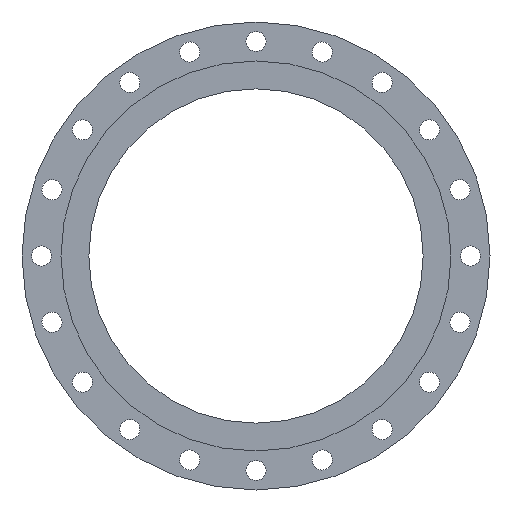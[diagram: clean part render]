
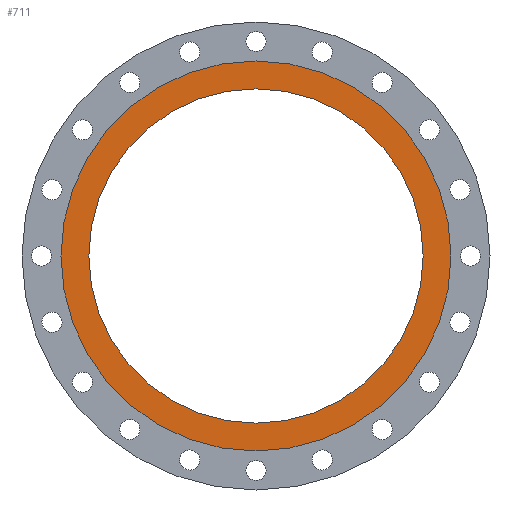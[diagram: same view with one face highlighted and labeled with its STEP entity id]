
A CAD part, front view. The second image highlights one B-rep face of the part: STEP entity #711.
In plain terms, the highlighted planar face has unit normal (0, -1, 0).
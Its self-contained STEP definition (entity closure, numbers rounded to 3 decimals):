
#22 = AXIS2_PLACEMENT_3D ( 'NONE', #1362, #1990, #889 ) ;
#35 = EDGE_LOOP ( 'NONE', ( #897, #1376 ) ) ;
#43 = EDGE_CURVE ( 'NONE', #883, #83, #1538, .T. ) ;
#83 = VERTEX_POINT ( 'NONE', #2007 ) ;
#229 = CARTESIAN_POINT ( 'NONE',  ( 0., 0., -300. ) ) ;
#354 = CIRCLE ( 'NONE', #556, 300. ) ;
#503 = ORIENTED_EDGE ( 'NONE', *, *, #1093, .T. ) ;
#556 = AXIS2_PLACEMENT_3D ( 'NONE', #1712, #594, #1558 ) ;
#579 = VERTEX_POINT ( 'NONE', #1945 ) ;
#594 = DIRECTION ( 'NONE',  ( 0., 1., 0. ) ) ;
#626 = AXIS2_PLACEMENT_3D ( 'NONE', #1449, #1606, #665 ) ;
#631 = EDGE_CURVE ( 'NONE', #83, #883, #1579, .T. ) ;
#665 = DIRECTION ( 'NONE',  ( 0., 0., 1. ) ) ;
#711 = ADVANCED_FACE ( 'NONE', ( #1327, #1015 ), #1493, .T. ) ;
#737 = DIRECTION ( 'NONE',  ( 0., -1., 0. ) ) ;
#782 = DIRECTION ( 'NONE',  ( 0., 0., 1. ) ) ;
#875 = AXIS2_PLACEMENT_3D ( 'NONE', #1099, #1996, #782 ) ;
#883 = VERTEX_POINT ( 'NONE', #1183 ) ;
#889 = DIRECTION ( 'NONE',  ( 0., 0., 1. ) ) ;
#897 = ORIENTED_EDGE ( 'NONE', *, *, #631, .F. ) ;
#909 = ORIENTED_EDGE ( 'NONE', *, *, #1419, .T. ) ;
#956 = CIRCLE ( 'NONE', #626, 300. ) ;
#1015 = FACE_OUTER_BOUND ( 'NONE', #35, .T. ) ;
#1093 = EDGE_CURVE ( 'NONE', #579, #1257, #956, .T. ) ;
#1099 = CARTESIAN_POINT ( 'NONE',  ( 0., 0., 0. ) ) ;
#1110 = AXIS2_PLACEMENT_3D ( 'NONE', #1210, #737, #1221 ) ;
#1183 = CARTESIAN_POINT ( 'NONE',  ( 0., 0., -350. ) ) ;
#1210 = CARTESIAN_POINT ( 'NONE',  ( 0., 0., 300. ) ) ;
#1221 = DIRECTION ( 'NONE',  ( 0., 0., -1. ) ) ;
#1257 = VERTEX_POINT ( 'NONE', #229 ) ;
#1327 = FACE_BOUND ( 'NONE', #1532, .T. ) ;
#1362 = CARTESIAN_POINT ( 'NONE',  ( 0., 0., 0. ) ) ;
#1376 = ORIENTED_EDGE ( 'NONE', *, *, #43, .F. ) ;
#1419 = EDGE_CURVE ( 'NONE', #1257, #579, #354, .T. ) ;
#1449 = CARTESIAN_POINT ( 'NONE',  ( 0., 0., 0. ) ) ;
#1493 = PLANE ( 'NONE',  #1110 ) ;
#1532 = EDGE_LOOP ( 'NONE', ( #503, #909 ) ) ;
#1538 = CIRCLE ( 'NONE', #875, 350. ) ;
#1558 = DIRECTION ( 'NONE',  ( 0., 0., 1. ) ) ;
#1579 = CIRCLE ( 'NONE', #22, 350. ) ;
#1606 = DIRECTION ( 'NONE',  ( 0., 1., 0. ) ) ;
#1712 = CARTESIAN_POINT ( 'NONE',  ( 0., 0., 0. ) ) ;
#1945 = CARTESIAN_POINT ( 'NONE',  ( 0., 0., 300. ) ) ;
#1990 = DIRECTION ( 'NONE',  ( 0., 1., 0. ) ) ;
#1996 = DIRECTION ( 'NONE',  ( 0., 1., 0. ) ) ;
#2007 = CARTESIAN_POINT ( 'NONE',  ( 0., 0., 350. ) ) ;
